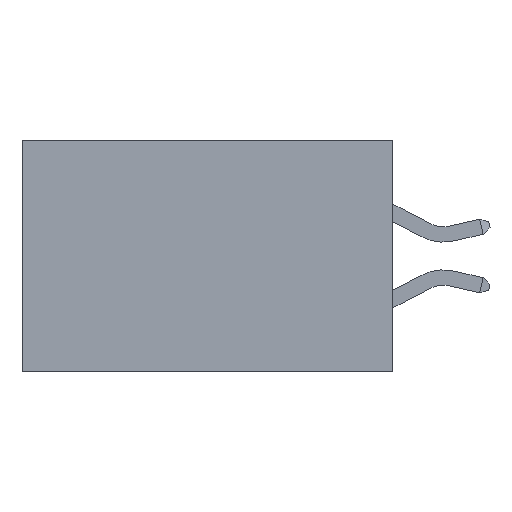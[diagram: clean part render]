
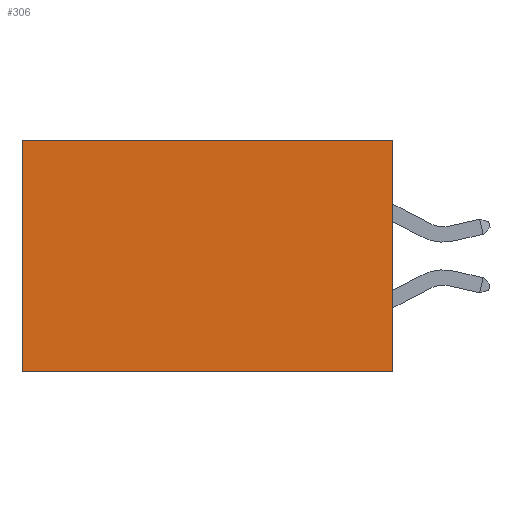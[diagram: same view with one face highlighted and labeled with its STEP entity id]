
A CAD part, left-side view. The second image highlights one B-rep face of the part: STEP entity #306.
In plain terms, the highlighted planar face has unit normal (-1, 0, 0).
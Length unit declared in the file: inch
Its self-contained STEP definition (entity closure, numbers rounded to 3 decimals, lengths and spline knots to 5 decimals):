
#179 = EDGE_CURVE ( 'NONE', #6473, #7110, #8078, .T. ) ;
#306 = ADVANCED_FACE ( 'NONE', ( #5131 ), #5525, .F. ) ;
#497 = DIRECTION ( 'NONE',  ( 0., 1., 0. ) ) ;
#532 = EDGE_CURVE ( 'NONE', #1837, #7110, #7666, .T. ) ;
#791 = VECTOR ( 'NONE', #497, 39.37008 ) ;
#1116 = CARTESIAN_POINT ( 'NONE',  ( 0.2875, 0., -0.375 ) ) ;
#1473 = CARTESIAN_POINT ( 'NONE',  ( 0.2875, 0.6, 0. ) ) ;
#1584 = DIRECTION ( 'NONE',  ( 1., 0., 0. ) ) ;
#1611 = CARTESIAN_POINT ( 'NONE',  ( 0.2875, 0., -0.375 ) ) ;
#1817 = VECTOR ( 'NONE', #6237, 39.37008 ) ;
#1837 = VERTEX_POINT ( 'NONE', #1473 ) ;
#2261 = EDGE_CURVE ( 'NONE', #7395, #6473, #2412, .T. ) ;
#2279 = CARTESIAN_POINT ( 'NONE',  ( 0.2875, 0., -0.375 ) ) ;
#2335 = VECTOR ( 'NONE', #5871, 39.37008 ) ;
#2412 = LINE ( 'NONE', #5522, #7849 ) ;
#2710 = CARTESIAN_POINT ( 'NONE',  ( 0.2875, 0.6, -0.375 ) ) ;
#2731 = ORIENTED_EDGE ( 'NONE', *, *, #532, .T. ) ;
#2926 = DIRECTION ( 'NONE',  ( 0., 0., -1. ) ) ;
#3378 = EDGE_LOOP ( 'NONE', ( #2731, #8209, #5243, #5905 ) ) ;
#4128 = DIRECTION ( 'NONE',  ( 0., 0., -1. ) ) ;
#4167 = AXIS2_PLACEMENT_3D ( 'NONE', #2279, #1584, #2926 ) ;
#5131 = FACE_OUTER_BOUND ( 'NONE', #3378, .T. ) ;
#5243 = ORIENTED_EDGE ( 'NONE', *, *, #2261, .F. ) ;
#5500 = LINE ( 'NONE', #7722, #791 ) ;
#5522 = CARTESIAN_POINT ( 'NONE',  ( 0.2875, 0., -0.375 ) ) ;
#5525 = PLANE ( 'NONE',  #4167 ) ;
#5871 = DIRECTION ( 'NONE',  ( 0., 0., -1. ) ) ;
#5905 = ORIENTED_EDGE ( 'NONE', *, *, #6781, .T. ) ;
#6237 = DIRECTION ( 'NONE',  ( 0., 1., 0. ) ) ;
#6473 = VERTEX_POINT ( 'NONE', #1116 ) ;
#6781 = EDGE_CURVE ( 'NONE', #7395, #1837, #5500, .T. ) ;
#6873 = CARTESIAN_POINT ( 'NONE',  ( 0.2875, 0., 0. ) ) ;
#7057 = CARTESIAN_POINT ( 'NONE',  ( 0.2875, 0.6, -0.375 ) ) ;
#7110 = VERTEX_POINT ( 'NONE', #2710 ) ;
#7395 = VERTEX_POINT ( 'NONE', #6873 ) ;
#7666 = LINE ( 'NONE', #7057, #2335 ) ;
#7722 = CARTESIAN_POINT ( 'NONE',  ( 0.2875, 0., 0. ) ) ;
#7849 = VECTOR ( 'NONE', #4128, 39.37008 ) ;
#8078 = LINE ( 'NONE', #1611, #1817 ) ;
#8209 = ORIENTED_EDGE ( 'NONE', *, *, #179, .F. ) ;
